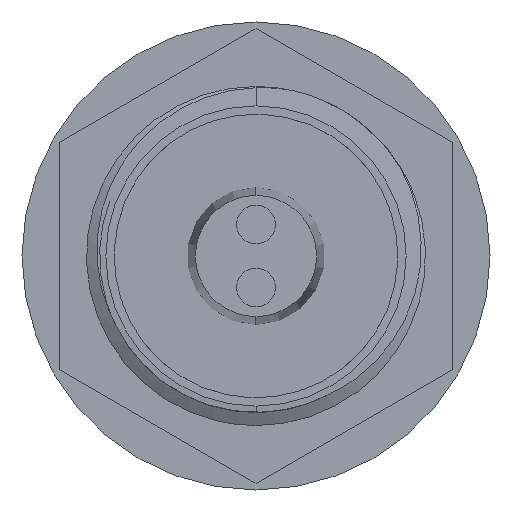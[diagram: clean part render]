
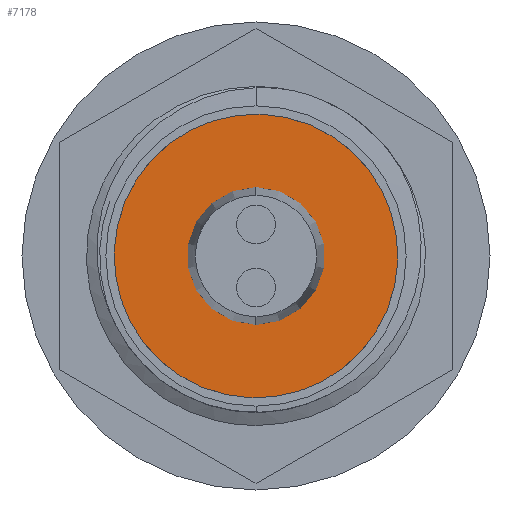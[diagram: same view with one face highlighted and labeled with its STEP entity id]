
A CAD part, left-side view. The second image highlights one B-rep face of the part: STEP entity #7178.
In plain terms, the highlighted face is planar.
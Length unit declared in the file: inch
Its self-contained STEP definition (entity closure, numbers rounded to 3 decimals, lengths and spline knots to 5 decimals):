
#191 = EDGE_CURVE ( 'NONE', #1567, #7165, #2281, .T. ) ;
#447 = DIRECTION ( 'NONE',  ( -1., 0., 0. ) ) ;
#523 = ORIENTED_EDGE ( 'NONE', *, *, #191, .T. ) ;
#929 = EDGE_CURVE ( 'NONE', #6405, #6470, #4782, .T. ) ;
#945 = DIRECTION ( 'NONE',  ( 0., 0., 1. ) ) ;
#1093 = FACE_OUTER_BOUND ( 'NONE', #1808, .T. ) ;
#1332 = DIRECTION ( 'NONE',  ( 0., 0., 1. ) ) ;
#1516 = AXIS2_PLACEMENT_3D ( 'NONE', #6106, #5618, #945 ) ;
#1567 = VERTEX_POINT ( 'NONE', #1907 ) ;
#1600 = EDGE_CURVE ( 'NONE', #6470, #6405, #5839, .T. ) ;
#1808 = EDGE_LOOP ( 'NONE', ( #5768, #6049 ) ) ;
#1907 = CARTESIAN_POINT ( 'NONE',  ( 1.095, 0., 0.1395 ) ) ;
#2076 = CARTESIAN_POINT ( 'NONE',  ( 1.095, 0., 0. ) ) ;
#2281 = CIRCLE ( 'NONE', #1516, 0.1395 ) ;
#2295 = EDGE_LOOP ( 'NONE', ( #523, #3965 ) ) ;
#2444 = FACE_BOUND ( 'NONE', #2295, .T. ) ;
#2501 = CARTESIAN_POINT ( 'NONE',  ( 1.095, 0., 0. ) ) ;
#2632 = CARTESIAN_POINT ( 'NONE',  ( 1.095, 0., -0.2925 ) ) ;
#2733 = DIRECTION ( 'NONE',  ( -1., 0., 0. ) ) ;
#3066 = DIRECTION ( 'NONE',  ( 0., 0., 1. ) ) ;
#3378 = CARTESIAN_POINT ( 'NONE',  ( 1.095, 0., 0. ) ) ;
#3965 = ORIENTED_EDGE ( 'NONE', *, *, #5197, .T. ) ;
#3977 = DIRECTION ( 'NONE',  ( 0., 0., -1. ) ) ;
#4253 = CARTESIAN_POINT ( 'NONE',  ( 1.095, 0., 0.2925 ) ) ;
#4387 = CIRCLE ( 'NONE', #7493, 0.1395 ) ;
#4672 = AXIS2_PLACEMENT_3D ( 'NONE', #2076, #447, #1332 ) ;
#4782 = CIRCLE ( 'NONE', #4672, 0.2925 ) ;
#5197 = EDGE_CURVE ( 'NONE', #7165, #1567, #4387, .T. ) ;
#5618 = DIRECTION ( 'NONE',  ( -1., 0., 0. ) ) ;
#5768 = ORIENTED_EDGE ( 'NONE', *, *, #929, .F. ) ;
#5839 = CIRCLE ( 'NONE', #6325, 0.2925 ) ;
#6049 = ORIENTED_EDGE ( 'NONE', *, *, #1600, .F. ) ;
#6106 = CARTESIAN_POINT ( 'NONE',  ( 1.095, 0., 0. ) ) ;
#6200 = CARTESIAN_POINT ( 'NONE',  ( 1.095, 0., 0. ) ) ;
#6325 = AXIS2_PLACEMENT_3D ( 'NONE', #2501, #6520, #3066 ) ;
#6405 = VERTEX_POINT ( 'NONE', #4253 ) ;
#6470 = VERTEX_POINT ( 'NONE', #2632 ) ;
#6520 = DIRECTION ( 'NONE',  ( -1., 0., 0. ) ) ;
#6769 = DIRECTION ( 'NONE',  ( 0., 0., 1. ) ) ;
#6854 = CARTESIAN_POINT ( 'NONE',  ( 1.095, 0., -0.1395 ) ) ;
#6878 = PLANE ( 'NONE',  #7016 ) ;
#7016 = AXIS2_PLACEMENT_3D ( 'NONE', #3378, #7462, #3977 ) ;
#7165 = VERTEX_POINT ( 'NONE', #6854 ) ;
#7178 = ADVANCED_FACE ( 'NONE', ( #2444, #1093 ), #6878, .T. ) ;
#7462 = DIRECTION ( 'NONE',  ( 1., 0., 0. ) ) ;
#7493 = AXIS2_PLACEMENT_3D ( 'NONE', #6200, #2733, #6769 ) ;
